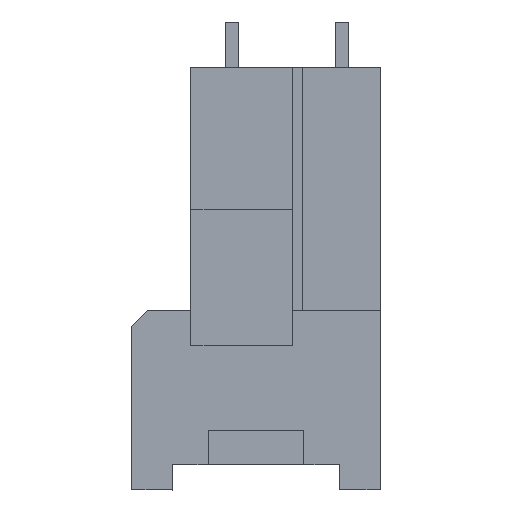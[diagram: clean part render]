
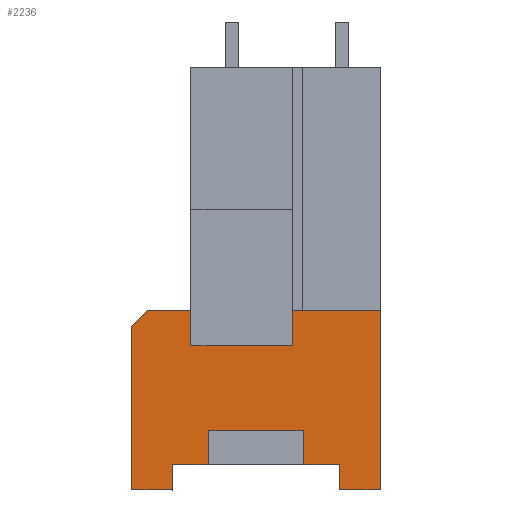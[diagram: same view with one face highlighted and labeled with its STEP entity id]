
A CAD part, front view. The second image highlights one B-rep face of the part: STEP entity #2236.
In plain terms, the highlighted planar face has unit normal (0, -1, 0).
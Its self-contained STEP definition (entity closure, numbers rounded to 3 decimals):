
#2236=ADVANCED_FACE('',(#3155),#2687,.T.);
#2687=PLANE('',#12133);
#3155=FACE_OUTER_BOUND('',#3694,.T.);
#3694=EDGE_LOOP('',(#6144,#6145,#6146,#6147,#6148,#6149,#6150,#6151,#6152,
#6153,#6154,#6155,#6156,#6157,#6158,#6159,#6160));
#6144=ORIENTED_EDGE('',*,*,#8844,.T.);
#6145=ORIENTED_EDGE('',*,*,#8381,.T.);
#6146=ORIENTED_EDGE('',*,*,#8820,.T.);
#6147=ORIENTED_EDGE('',*,*,#8709,.F.);
#6148=ORIENTED_EDGE('',*,*,#8712,.T.);
#6149=ORIENTED_EDGE('',*,*,#8715,.T.);
#6150=ORIENTED_EDGE('',*,*,#8718,.T.);
#6151=ORIENTED_EDGE('',*,*,#8722,.T.);
#6152=ORIENTED_EDGE('',*,*,#8734,.F.);
#6153=ORIENTED_EDGE('',*,*,#8725,.T.);
#6154=ORIENTED_EDGE('',*,*,#8732,.T.);
#6155=ORIENTED_EDGE('',*,*,#8729,.T.);
#6156=ORIENTED_EDGE('',*,*,#8736,.F.);
#6157=ORIENTED_EDGE('',*,*,#8418,.T.);
#6158=ORIENTED_EDGE('',*,*,#8423,.T.);
#6159=ORIENTED_EDGE('',*,*,#8845,.T.);
#6160=ORIENTED_EDGE('',*,*,#8846,.T.);
#7161=VERTEX_POINT('',#16486);
#7162=VERTEX_POINT('',#16487);
#7189=VERTEX_POINT('',#16562);
#7190=VERTEX_POINT('',#16564);
#7193=VERTEX_POINT('',#16572);
#7385=VERTEX_POINT('',#17144);
#7388=VERTEX_POINT('',#17149);
#7390=VERTEX_POINT('',#17155);
#7391=VERTEX_POINT('',#17160);
#7393=VERTEX_POINT('',#17166);
#7395=VERTEX_POINT('',#17174);
#7398=VERTEX_POINT('',#17181);
#7399=VERTEX_POINT('',#17183);
#7402=VERTEX_POINT('',#17190);
#7403=VERTEX_POINT('',#17192);
#7466=VERTEX_POINT('',#17408);
#7467=VERTEX_POINT('',#17413);
#8381=EDGE_CURVE('',#7161,#7162,#9702,.T.);
#8418=EDGE_CURVE('',#7190,#7189,#9737,.T.);
#8423=EDGE_CURVE('',#7189,#7193,#9742,.T.);
#8709=EDGE_CURVE('',#7388,#7385,#10028,.T.);
#8712=EDGE_CURVE('',#7388,#7390,#10031,.T.);
#8715=EDGE_CURVE('',#7390,#7391,#10034,.T.);
#8718=EDGE_CURVE('',#7391,#7393,#10037,.T.);
#8722=EDGE_CURVE('',#7393,#7395,#10041,.T.);
#8725=EDGE_CURVE('',#7399,#7398,#10044,.T.);
#8729=EDGE_CURVE('',#7403,#7402,#10048,.T.);
#8732=EDGE_CURVE('',#7398,#7403,#10051,.T.);
#8734=EDGE_CURVE('',#7399,#7395,#10053,.T.);
#8736=EDGE_CURVE('',#7190,#7402,#10055,.T.);
#8820=EDGE_CURVE('',#7162,#7385,#10131,.T.);
#8844=EDGE_CURVE('',#7466,#7161,#10155,.T.);
#8845=EDGE_CURVE('',#7193,#7467,#10156,.T.);
#8846=EDGE_CURVE('',#7467,#7466,#10157,.T.);
#9702=LINE('',#16485,#11001);
#9737=LINE('',#16563,#11036);
#9742=LINE('',#16573,#11041);
#10028=LINE('',#17150,#11327);
#10031=LINE('',#17156,#11330);
#10034=LINE('',#17161,#11333);
#10037=LINE('',#17167,#11336);
#10041=LINE('',#17175,#11340);
#10044=LINE('',#17182,#11343);
#10048=LINE('',#17191,#11347);
#10051=LINE('',#17196,#11350);
#10053=LINE('',#17200,#11352);
#10055=LINE('',#17202,#11354);
#10131=LINE('',#17369,#11430);
#10155=LINE('',#17410,#11454);
#10156=LINE('',#17412,#11455);
#10157=LINE('',#17414,#11456);
#11001=VECTOR('',#13756,1.);
#11036=VECTOR('',#13819,1.);
#11041=VECTOR('',#13826,1.);
#11327=VECTOR('',#14304,1.);
#11330=VECTOR('',#14309,1.);
#11333=VECTOR('',#14314,1.);
#11336=VECTOR('',#14319,1.);
#11340=VECTOR('',#14327,1.);
#11343=VECTOR('',#14332,1.);
#11347=VECTOR('',#14338,1.);
#11350=VECTOR('',#14343,1.);
#11352=VECTOR('',#14349,1.);
#11354=VECTOR('',#14351,1.);
#11430=VECTOR('',#14507,1.);
#11454=VECTOR('',#14541,1.);
#11455=VECTOR('',#14544,1.);
#11456=VECTOR('',#14545,1.);
#12133=AXIS2_PLACEMENT_3D('',#17415,#14546,#14547);
#13756=DIRECTION('',(-1.,0.,0.));
#13819=DIRECTION('',(0.,0.,-1.));
#13826=DIRECTION('',(1.,0.,0.));
#14304=DIRECTION('',(1.,0.,0.));
#14309=DIRECTION('',(-0.707,0.,-0.707));
#14314=DIRECTION('',(0.,0.,-1.));
#14319=DIRECTION('',(1.,0.,0.));
#14327=DIRECTION('',(0.,0.,1.));
#14332=DIRECTION('',(0.,0.,1.));
#14338=DIRECTION('',(0.,0.,-1.));
#14343=DIRECTION('',(1.,0.,0.));
#14349=DIRECTION('',(-1.,0.,0.));
#14351=DIRECTION('',(-1.,0.,0.));
#14507=DIRECTION('',(0.,0.,1.));
#14541=DIRECTION('',(0.,0.,-1.));
#14544=DIRECTION('',(0.,0.,1.));
#14545=DIRECTION('',(-1.,0.,0.));
#14546=DIRECTION('',(0.,-1.,0.));
#14547=DIRECTION('',(0.,0.,-1.));
#16485=CARTESIAN_POINT('',(9.5,-43.7,-16.45));
#16486=CARTESIAN_POINT('',(9.5,-43.7,-16.45));
#16487=CARTESIAN_POINT('',(3.5,-43.7,-16.45));
#16562=CARTESIAN_POINT('',(12.3,-43.7,-25.));
#16563=CARTESIAN_POINT('',(12.3,-43.7,-23.5));
#16564=CARTESIAN_POINT('',(12.3,-43.7,-23.5));
#16572=CARTESIAN_POINT('',(14.7,-43.7,-25.));
#16573=CARTESIAN_POINT('',(12.3,-43.7,-25.));
#17144=CARTESIAN_POINT('',(3.5,-43.7,-14.35));
#17149=CARTESIAN_POINT('',(0.95,-43.7,-14.35));
#17150=CARTESIAN_POINT('',(0.95,-43.7,-14.35));
#17155=CARTESIAN_POINT('',(0.,-43.7,-15.3));
#17156=CARTESIAN_POINT('',(0.95,-43.7,-14.35));
#17160=CARTESIAN_POINT('',(0.,-43.7,-25.));
#17161=CARTESIAN_POINT('',(0.,-43.7,-15.3));
#17166=CARTESIAN_POINT('',(2.4,-43.7,-25.));
#17167=CARTESIAN_POINT('',(0.,-43.7,-25.));
#17174=CARTESIAN_POINT('',(2.4,-43.7,-23.5));
#17175=CARTESIAN_POINT('',(2.4,-43.7,-25.));
#17181=CARTESIAN_POINT('',(4.525,-43.7,-21.45));
#17182=CARTESIAN_POINT('',(4.525,-43.7,-23.5));
#17183=CARTESIAN_POINT('',(4.525,-43.7,-23.5));
#17190=CARTESIAN_POINT('',(10.175,-43.7,-23.5));
#17191=CARTESIAN_POINT('',(10.175,-43.7,-21.45));
#17192=CARTESIAN_POINT('',(10.175,-43.7,-21.45));
#17196=CARTESIAN_POINT('',(4.525,-43.7,-21.45));
#17200=CARTESIAN_POINT('',(4.525,-43.7,-23.5));
#17202=CARTESIAN_POINT('',(12.3,-43.7,-23.5));
#17369=CARTESIAN_POINT('',(3.5,-43.7,-16.45));
#17408=CARTESIAN_POINT('',(9.5,-43.7,-14.4));
#17410=CARTESIAN_POINT('',(9.5,-43.7,-14.4));
#17412=CARTESIAN_POINT('',(14.7,-43.7,-25.));
#17413=CARTESIAN_POINT('',(14.7,-43.7,-14.4));
#17414=CARTESIAN_POINT('',(14.7,-43.7,-14.4));
#17415=CARTESIAN_POINT('',(0.,-43.7,-14.35));
